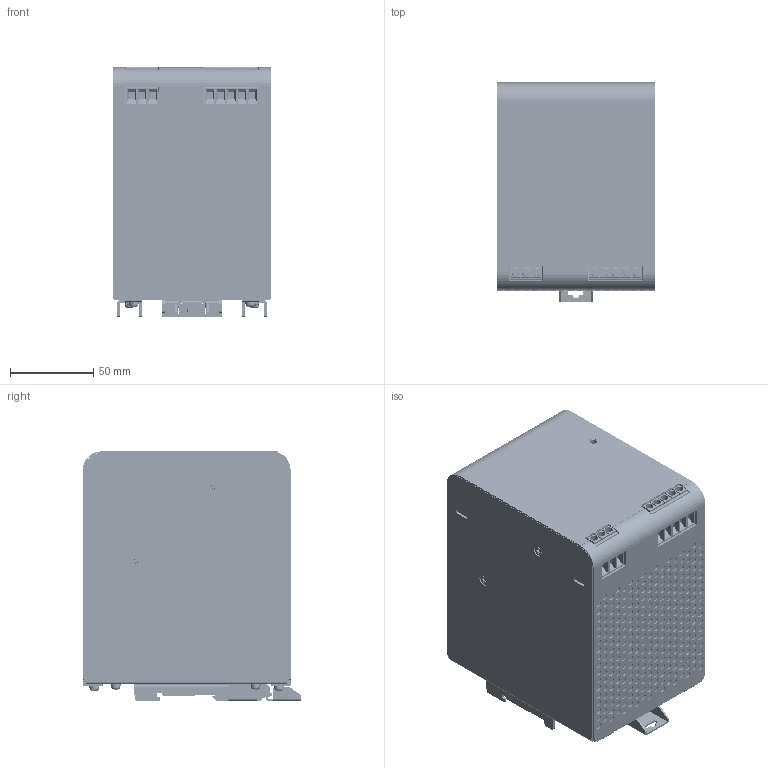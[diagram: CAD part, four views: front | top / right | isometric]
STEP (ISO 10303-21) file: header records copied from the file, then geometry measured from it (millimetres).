
FILE_DESCRIPTION (( 'STEP AP214' ), '1' );
FILE_NAME ('PSRS-24-480.STEP', '2025-09-03T18:53:50', ( '' ), ( '' ), 'SwSTEP 2.0', 'SolidWorks 2024', '' );
FILE_SCHEMA (( 'AUTOMOTIVE_DESIGN' ));
Length unit declared in the file: millimetre
Products named in the file (1): PSRS-24-480
Bounding box: 95.05 x 131.5 x 150.25 mm (x, y, z)
Volume: 1661845.7 mm3; surface area: 127299.6 mm2
Topology: 4 solids, 15 shells, 4312 faces, 10297 edges, 6674 vertices
Faces by surface type: plane 1983, cylinder 1867, cone 206, torus 155, sphere 64, bspline 37
Entity records: 129394 total; most frequent: CARTESIAN_POINT 26283, DIRECTION 22833, ORIENTED_EDGE 20526, EDGE_CURVE 10263, AXIS2_PLACEMENT_3D 9099, VERTEX_POINT 6674, EDGE_LOOP 5099, CIRCLE 4823
